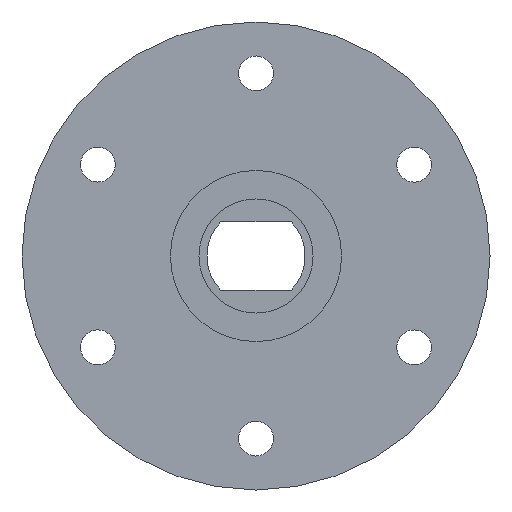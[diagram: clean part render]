
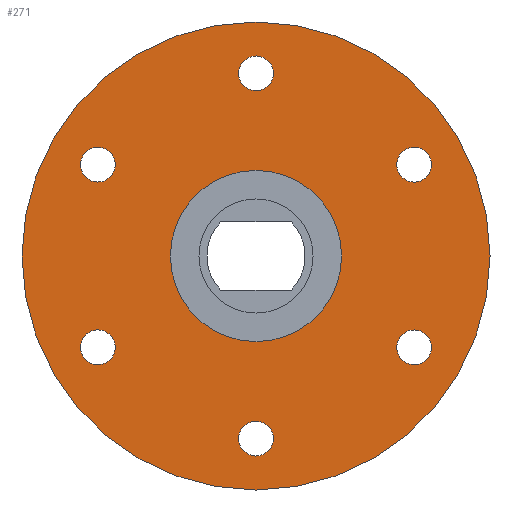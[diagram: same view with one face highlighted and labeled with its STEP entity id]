
A CAD part, front view. The second image highlights one B-rep face of the part: STEP entity #271.
In plain terms, the highlighted planar face has unit normal (0, -1, 0).
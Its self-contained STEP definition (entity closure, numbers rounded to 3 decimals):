
#30=PLANE($,#295);
#39=FACE_BOUND($,#84,.T.);
#40=FACE_BOUND($,#85,.T.);
#41=FACE_BOUND($,#86,.T.);
#42=FACE_BOUND($,#87,.T.);
#43=FACE_BOUND($,#88,.T.);
#44=FACE_BOUND($,#89,.T.);
#45=FACE_BOUND($,#90,.T.);
#64=FACE_OUTER_BOUND($,#83,.T.);
#83=EDGE_LOOP($,(#203));
#84=EDGE_LOOP($,(#204));
#85=EDGE_LOOP($,(#205));
#86=EDGE_LOOP($,(#206));
#87=EDGE_LOOP($,(#207));
#88=EDGE_LOOP($,(#208));
#89=EDGE_LOOP($,(#209));
#90=EDGE_LOOP($,(#210));
#122=CIRCLE($,#293,15.);
#123=CIRCLE($,#296,41.);
#124=CIRCLE($,#297,3.05);
#125=CIRCLE($,#298,3.05);
#126=CIRCLE($,#299,3.05);
#127=CIRCLE($,#300,3.05);
#128=CIRCLE($,#301,3.05);
#129=CIRCLE($,#302,3.05);
#144=VERTEX_POINT($,#424);
#145=VERTEX_POINT($,#428);
#146=VERTEX_POINT($,#430);
#147=VERTEX_POINT($,#432);
#148=VERTEX_POINT($,#434);
#149=VERTEX_POINT($,#436);
#150=VERTEX_POINT($,#438);
#151=VERTEX_POINT($,#440);
#170=EDGE_CURVE($,#144,#144,#122,.T.);
#171=EDGE_CURVE($,#145,#145,#123,.T.);
#172=EDGE_CURVE($,#146,#146,#124,.T.);
#173=EDGE_CURVE($,#147,#147,#125,.T.);
#174=EDGE_CURVE($,#148,#148,#126,.T.);
#175=EDGE_CURVE($,#149,#149,#127,.T.);
#176=EDGE_CURVE($,#150,#150,#128,.T.);
#177=EDGE_CURVE($,#151,#151,#129,.T.);
#203=ORIENTED_EDGE($,*,*,#171,.T.);
#204=ORIENTED_EDGE($,*,*,#172,.T.);
#205=ORIENTED_EDGE($,*,*,#173,.T.);
#206=ORIENTED_EDGE($,*,*,#174,.T.);
#207=ORIENTED_EDGE($,*,*,#175,.T.);
#208=ORIENTED_EDGE($,*,*,#176,.T.);
#209=ORIENTED_EDGE($,*,*,#177,.T.);
#210=ORIENTED_EDGE($,*,*,#170,.T.);
#271=ADVANCED_FACE($,(#64,#39,#40,#41,#42,#43,#44,#45),#30,.F.);
#293=AXIS2_PLACEMENT_3D($,#425,#339,#340);
#295=AXIS2_PLACEMENT_3D($,#427,#343,#344);
#296=AXIS2_PLACEMENT_3D($,#429,#345,#346);
#297=AXIS2_PLACEMENT_3D($,#431,#347,#348);
#298=AXIS2_PLACEMENT_3D($,#433,#349,#350);
#299=AXIS2_PLACEMENT_3D($,#435,#351,#352);
#300=AXIS2_PLACEMENT_3D($,#437,#353,#354);
#301=AXIS2_PLACEMENT_3D($,#439,#355,#356);
#302=AXIS2_PLACEMENT_3D($,#441,#357,#358);
#339=DIRECTION('center_axis',(0.,1.,0.));
#340=DIRECTION('ref_axis',(-1.,0.,0.));
#343=DIRECTION('center_axis',(0.,1.,0.));
#344=DIRECTION('ref_axis',(0.,0.,1.));
#345=DIRECTION('center_axis',(0.,-1.,0.));
#346=DIRECTION('ref_axis',(1.,0.,0.));
#347=DIRECTION('center_axis',(0.,1.,0.));
#348=DIRECTION('ref_axis',(1.,0.,0.));
#349=DIRECTION('center_axis',(0.,1.,0.));
#350=DIRECTION('ref_axis',(1.,0.,0.));
#351=DIRECTION('center_axis',(0.,1.,0.));
#352=DIRECTION('ref_axis',(1.,0.,0.));
#353=DIRECTION('center_axis',(0.,1.,0.));
#354=DIRECTION('ref_axis',(1.,0.,0.));
#355=DIRECTION('center_axis',(0.,1.,0.));
#356=DIRECTION('ref_axis',(1.,0.,0.));
#357=DIRECTION('center_axis',(0.,1.,0.));
#358=DIRECTION('ref_axis',(1.,0.,0.));
#424=CARTESIAN_POINT('',(15.,0.,0.));
#425=CARTESIAN_POINT('Origin',(0.,0.,0.));
#427=CARTESIAN_POINT('Origin',(0.,0.,0.));
#428=CARTESIAN_POINT('',(-41.,0.,0.));
#429=CARTESIAN_POINT('Origin',(0.,0.,0.));
#430=CARTESIAN_POINT('',(-3.044,0.,32.));
#431=CARTESIAN_POINT('Origin',(0.006,0.,32.));
#432=CARTESIAN_POINT('',(-3.056,0.,-32.));
#433=CARTESIAN_POINT('Origin',(-0.006,0.,-32.));
#434=CARTESIAN_POINT('',(-30.76,0.,16.005));
#435=CARTESIAN_POINT('Origin',(-27.71,0.,16.005));
#436=CARTESIAN_POINT('',(-30.766,0.,-15.995));
#437=CARTESIAN_POINT('Origin',(-27.716,0.,-15.995));
#438=CARTESIAN_POINT('',(24.66,0.,-16.005));
#439=CARTESIAN_POINT('Origin',(27.71,0.,-16.005));
#440=CARTESIAN_POINT('',(24.666,0.,15.995));
#441=CARTESIAN_POINT('Origin',(27.716,0.,15.995));
